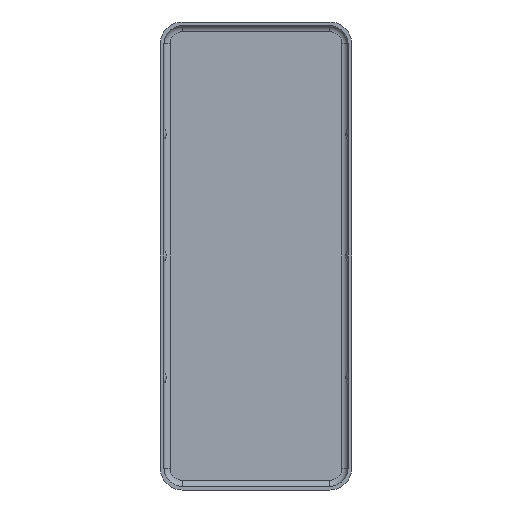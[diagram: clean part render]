
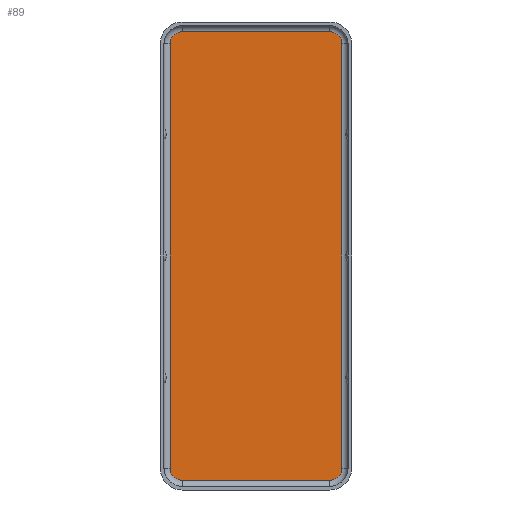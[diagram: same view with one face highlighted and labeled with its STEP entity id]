
A CAD part, front view. The second image highlights one B-rep face of the part: STEP entity #89.
In plain terms, the highlighted planar face has unit normal (0, -1, 0).
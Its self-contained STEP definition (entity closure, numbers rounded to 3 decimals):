
#89 = ADVANCED_FACE( 'NONE', ( #212 ), #213, .T. );
#212 = FACE_OUTER_BOUND( '', #373, .T. );
#213 = PLANE( '', #374 );
#373 = EDGE_LOOP( '', ( #561, #562, #563, #564, #565, #566, #567, #568 ) );
#374 = AXIS2_PLACEMENT_3D( '', #569, #570, #571 );
#561 = ORIENTED_EDGE( '', *, *, #904, .F. );
#562 = ORIENTED_EDGE( '', *, *, #905, .F. );
#563 = ORIENTED_EDGE( '', *, *, #906, .F. );
#564 = ORIENTED_EDGE( '', *, *, #907, .T. );
#565 = ORIENTED_EDGE( '', *, *, #908, .T. );
#566 = ORIENTED_EDGE( '', *, *, #893, .F. );
#567 = ORIENTED_EDGE( '', *, *, #909, .T. );
#568 = ORIENTED_EDGE( '', *, *, #872, .T. );
#569 = CARTESIAN_POINT( '', ( 6.05, 0., -17.4 ) );
#570 = DIRECTION( '', ( 0., -1., 0. ) );
#571 = DIRECTION( '', ( 0., 0., -1. ) );
#872 = EDGE_CURVE( 'NONE', #1014, #1012, #1015, .T. );
#893 = EDGE_CURVE( 'NONE', #1048, #1050, #1051, .T. );
#904 = EDGE_CURVE( 'NONE', #1066, #1012, #1067, .T. );
#905 = EDGE_CURVE( 'NONE', #1068, #1066, #1069, .T. );
#906 = EDGE_CURVE( 'NONE', #1070, #1068, #1071, .T. );
#907 = EDGE_CURVE( 'NONE', #1070, #1072, #1073, .T. );
#908 = EDGE_CURVE( 'NONE', #1072, #1050, #1074, .T. );
#909 = EDGE_CURVE( 'NONE', #1048, #1014, #1075, .T. );
#1012 = VERTEX_POINT( 'NONE', #1211 );
#1014 = VERTEX_POINT( 'NONE', #1213 );
#1015 = CIRCLE( '', #1214, 1. );
#1048 = VERTEX_POINT( 'NONE', #1253 );
#1050 = VERTEX_POINT( 'NONE', #1255 );
#1051 = CIRCLE( '', #1256, 1. );
#1066 = VERTEX_POINT( 'NONE', #1271 );
#1067 = LINE( '', #1272, #1273 );
#1068 = VERTEX_POINT( 'NONE', #1274 );
#1069 = CIRCLE( '', #1275, 1. );
#1070 = VERTEX_POINT( 'NONE', #1276 );
#1071 = LINE( '', #1277, #1278 );
#1072 = VERTEX_POINT( 'NONE', #1279 );
#1073 = CIRCLE( '', #1280, 1. );
#1074 = LINE( '', #1281, #1282 );
#1075 = LINE( '', #1283, #1284 );
#1211 = CARTESIAN_POINT( '', ( -6.05, 0., -18.4 ) );
#1213 = CARTESIAN_POINT( '', ( -7.05, 0., -17.4 ) );
#1214 = AXIS2_PLACEMENT_3D( '', #1452, #1453, #1454 );
#1253 = CARTESIAN_POINT( '', ( -7.05, 0., 17.4 ) );
#1255 = CARTESIAN_POINT( '', ( -6.05, 0., 18.4 ) );
#1256 = AXIS2_PLACEMENT_3D( '', #1488, #1489, #1490 );
#1271 = CARTESIAN_POINT( '', ( 6.05, 0., -18.4 ) );
#1272 = CARTESIAN_POINT( '', ( 6.05, 0., -18.4 ) );
#1273 = VECTOR( '', #1509, 1000. );
#1274 = CARTESIAN_POINT( '', ( 7.05, 0., -17.4 ) );
#1275 = AXIS2_PLACEMENT_3D( '', #1510, #1511, #1512 );
#1276 = CARTESIAN_POINT( '', ( 7.05, 0., 17.4 ) );
#1277 = CARTESIAN_POINT( '', ( 7.05, 0., 0. ) );
#1278 = VECTOR( '', #1513, 1000. );
#1279 = CARTESIAN_POINT( '', ( 6.05, 0., 18.4 ) );
#1280 = AXIS2_PLACEMENT_3D( '', #1514, #1515, #1516 );
#1281 = CARTESIAN_POINT( '', ( 6.05, 0., 18.4 ) );
#1282 = VECTOR( '', #1517, 1000. );
#1283 = CARTESIAN_POINT( '', ( -7.05, 0., 0. ) );
#1284 = VECTOR( '', #1518, 1000. );
#1452 = CARTESIAN_POINT( '', ( -6.05, 0., -17.4 ) );
#1453 = DIRECTION( '', ( 0., -1., 0. ) );
#1454 = DIRECTION( '', ( 0., 0., 1. ) );
#1488 = CARTESIAN_POINT( '', ( -6.05, 0., 17.4 ) );
#1489 = DIRECTION( '', ( 0., 1., 0. ) );
#1490 = DIRECTION( '', ( 0., 0., -1. ) );
#1509 = DIRECTION( '', ( -1., 0., 0. ) );
#1510 = CARTESIAN_POINT( '', ( 6.05, 0., -17.4 ) );
#1511 = DIRECTION( '', ( 0., 1., 0. ) );
#1512 = DIRECTION( '', ( 0., 0., 1. ) );
#1513 = DIRECTION( '', ( 0., 0., -1. ) );
#1514 = CARTESIAN_POINT( '', ( 6.05, 0., 17.4 ) );
#1515 = DIRECTION( '', ( 0., -1., 0. ) );
#1516 = DIRECTION( '', ( 0., 0., -1. ) );
#1517 = DIRECTION( '', ( -1., 0., 0. ) );
#1518 = DIRECTION( '', ( 0., 0., -1. ) );
